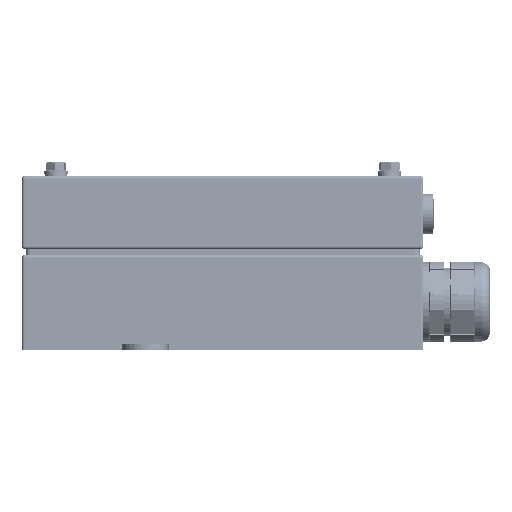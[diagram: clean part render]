
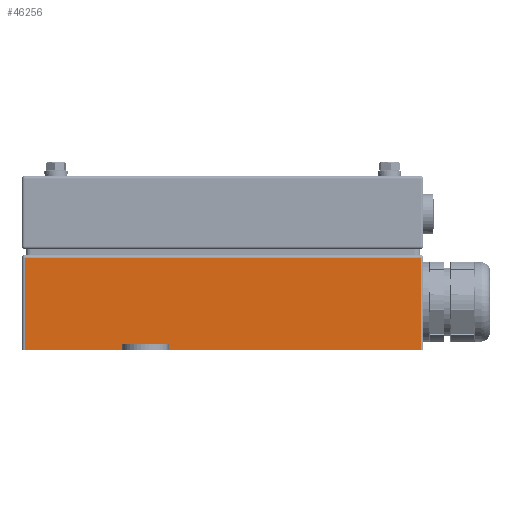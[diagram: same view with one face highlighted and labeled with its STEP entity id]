
A CAD part, left-side view. The second image highlights one B-rep face of the part: STEP entity #46256.
In plain terms, the highlighted planar face has unit normal (-1, 0, 0).
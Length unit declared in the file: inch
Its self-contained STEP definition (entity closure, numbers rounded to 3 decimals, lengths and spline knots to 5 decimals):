
#1683 = DIRECTION ( 'NONE',  ( 1., 0., 0. ) ) ;
#1870 = VERTEX_POINT ( 'NONE', #71478 ) ;
#2460 = ORIENTED_EDGE ( 'NONE', *, *, #38580, .T. ) ;
#3122 = DIRECTION ( 'NONE',  ( 0., -1., 0. ) ) ;
#4958 = VERTEX_POINT ( 'NONE', #35090 ) ;
#5244 = CARTESIAN_POINT ( 'NONE',  ( -2.125, 4.215, -1.0075 ) ) ;
#5499 = LINE ( 'NONE', #73852, #57269 ) ;
#5604 = ORIENTED_EDGE ( 'NONE', *, *, #42613, .T. ) ;
#8388 = ORIENTED_EDGE ( 'NONE', *, *, #26597, .T. ) ;
#8628 = DIRECTION ( 'NONE',  ( 0., 1., 0. ) ) ;
#8869 = VECTOR ( 'NONE', #69852, 39.37008 ) ;
#9627 = ORIENTED_EDGE ( 'NONE', *, *, #25685, .T. ) ;
#11429 = VECTOR ( 'NONE', #35991, 39.37008 ) ;
#12427 = VECTOR ( 'NONE', #8628, 39.37008 ) ;
#15643 = EDGE_CURVE ( 'NONE', #64578, #4958, #58387, .T. ) ;
#17662 = DIRECTION ( 'NONE',  ( 0., 0., 1. ) ) ;
#18214 = ORIENTED_EDGE ( 'NONE', *, *, #32390, .F. ) ;
#18490 = EDGE_CURVE ( 'NONE', #1870, #64578, #5499, .T. ) ;
#18718 = FACE_OUTER_BOUND ( 'NONE', #68046, .T. ) ;
#19922 = CARTESIAN_POINT ( 'NONE',  ( -2.125, -4.275, 1.0075 ) ) ;
#20047 = AXIS2_PLACEMENT_3D ( 'NONE', #19922, #1683, #68858 ) ;
#20558 = VECTOR ( 'NONE', #54741, 39.37008 ) ;
#21728 = CARTESIAN_POINT ( 'NONE',  ( -2.125, 2.15, -0.8875 ) ) ;
#22235 = EDGE_CURVE ( 'NONE', #38649, #1870, #39999, .T. ) ;
#22605 = VERTEX_POINT ( 'NONE', #38700 ) ;
#23044 = DIRECTION ( 'NONE',  ( 0., 0., -1. ) ) ;
#24319 = ORIENTED_EDGE ( 'NONE', *, *, #18490, .T. ) ;
#25685 = EDGE_CURVE ( 'NONE', #39158, #58899, #34801, .T. ) ;
#26597 = EDGE_CURVE ( 'NONE', #73486, #38649, #70254, .T. ) ;
#28469 = CARTESIAN_POINT ( 'NONE',  ( -2.125, -4.275, 0.9475 ) ) ;
#29525 = ORIENTED_EDGE ( 'NONE', *, *, #15643, .T. ) ;
#30063 = CARTESIAN_POINT ( 'NONE',  ( -2.125, 2.15, -0.8875 ) ) ;
#32390 = EDGE_CURVE ( 'NONE', #22605, #58899, #47241, .T. ) ;
#33404 = CARTESIAN_POINT ( 'NONE',  ( -2.125, -4.215, 0.9475 ) ) ;
#33469 = CARTESIAN_POINT ( 'NONE',  ( -2.125, 2.15, -1.0075 ) ) ;
#33627 = CARTESIAN_POINT ( 'NONE',  ( -2.125, 1.15, -0.8875 ) ) ;
#34801 = LINE ( 'NONE', #53405, #11429 ) ;
#35090 = CARTESIAN_POINT ( 'NONE',  ( -2.125, 4.215, 0.9475 ) ) ;
#35285 = VECTOR ( 'NONE', #46427, 39.37008 ) ;
#35991 = DIRECTION ( 'NONE',  ( 0., -1., 0. ) ) ;
#38580 = EDGE_CURVE ( 'NONE', #22605, #73486, #48674, .T. ) ;
#38649 = VERTEX_POINT ( 'NONE', #79371 ) ;
#38700 = CARTESIAN_POINT ( 'NONE',  ( -2.125, 2.15, -0.8875 ) ) ;
#39158 = VERTEX_POINT ( 'NONE', #5244 ) ;
#39999 = LINE ( 'NONE', #66234, #47734 ) ;
#40883 = LINE ( 'NONE', #53811, #70241 ) ;
#42613 = EDGE_CURVE ( 'NONE', #4958, #39158, #40883, .T. ) ;
#45234 = CARTESIAN_POINT ( 'NONE',  ( -2.125, 1.15, -0.8875 ) ) ;
#46256 = ADVANCED_FACE ( 'NONE', ( #18718 ), #57141, .F. ) ;
#46427 = DIRECTION ( 'NONE',  ( 0., 0., -1. ) ) ;
#47241 = LINE ( 'NONE', #21728, #35285 ) ;
#47734 = VECTOR ( 'NONE', #3122, 39.37008 ) ;
#48674 = LINE ( 'NONE', #30063, #20558 ) ;
#53405 = CARTESIAN_POINT ( 'NONE',  ( -2.125, -4.275, -1.0075 ) ) ;
#53811 = CARTESIAN_POINT ( 'NONE',  ( -2.125, 4.215, 1.0075 ) ) ;
#54741 = DIRECTION ( 'NONE',  ( 0., -1., 0. ) ) ;
#57141 = PLANE ( 'NONE',  #20047 ) ;
#57269 = VECTOR ( 'NONE', #17662, 39.37008 ) ;
#58387 = LINE ( 'NONE', #28469, #12427 ) ;
#58899 = VERTEX_POINT ( 'NONE', #33469 ) ;
#64578 = VERTEX_POINT ( 'NONE', #33404 ) ;
#66234 = CARTESIAN_POINT ( 'NONE',  ( -2.125, -4.275, -1.0075 ) ) ;
#68046 = EDGE_LOOP ( 'NONE', ( #29525, #5604, #9627, #18214, #2460, #8388, #77919, #24319 ) ) ;
#68858 = DIRECTION ( 'NONE',  ( 0., 0., -1. ) ) ;
#69852 = DIRECTION ( 'NONE',  ( 0., 0., -1. ) ) ;
#70241 = VECTOR ( 'NONE', #23044, 39.37008 ) ;
#70254 = LINE ( 'NONE', #45234, #8869 ) ;
#71478 = CARTESIAN_POINT ( 'NONE',  ( -2.125, -4.215, -1.0075 ) ) ;
#73486 = VERTEX_POINT ( 'NONE', #33627 ) ;
#73852 = CARTESIAN_POINT ( 'NONE',  ( -2.125, -4.215, 1.0075 ) ) ;
#77919 = ORIENTED_EDGE ( 'NONE', *, *, #22235, .T. ) ;
#79371 = CARTESIAN_POINT ( 'NONE',  ( -2.125, 1.15, -1.0075 ) ) ;
